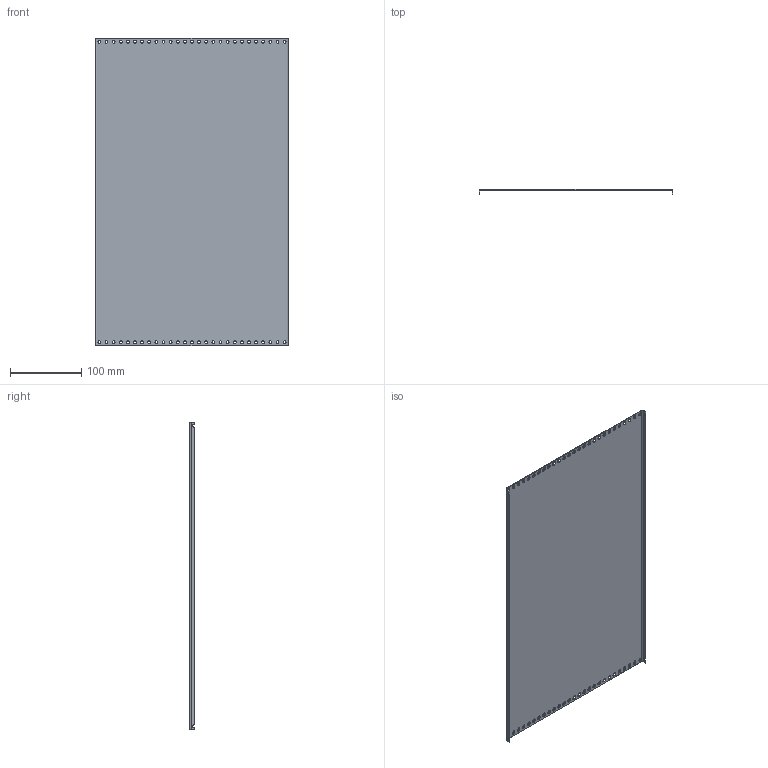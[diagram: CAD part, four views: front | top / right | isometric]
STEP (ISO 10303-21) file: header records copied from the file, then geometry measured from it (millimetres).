
FILE_DESCRIPTION((''),'2;1');
FILE_NAME('226203038628VM-','2014-09-04T',('jkuester'),(''),'PRO/ENGINEER BY PARAMETRIC TECHNOLOGY CORPORATION, 2010160','PRO/ENGINEER BY PARAMETRIC TECHNOLOGY CORPORATION, 2010160','');
FILE_SCHEMA(('AUTOMOTIVE_DESIGN { 1 0 10303 214 1 1 1 1 }'));
Length unit declared in the file: millimetre
Products named in the file (1): 226203038628VM-
Bounding box: 272 x 7.5 x 431.5 mm (x, y, z)
Volume: 120949 mm3; surface area: 244445.8 mm2
Topology: 1 solids, 1 shells, 130 faces, 384 edges, 256 vertices
Faces by surface type: cone 100, cylinder 16, plane 14
Entity records: 4768 total; most frequent: DIRECTION 876, CARTESIAN_POINT 771, ORIENTED_EDGE 768, EDGE_CURVE 384, AXIS2_PLACEMENT_3D 362, VERTEX_POINT 256, EDGE_LOOP 238, CIRCLE 232
